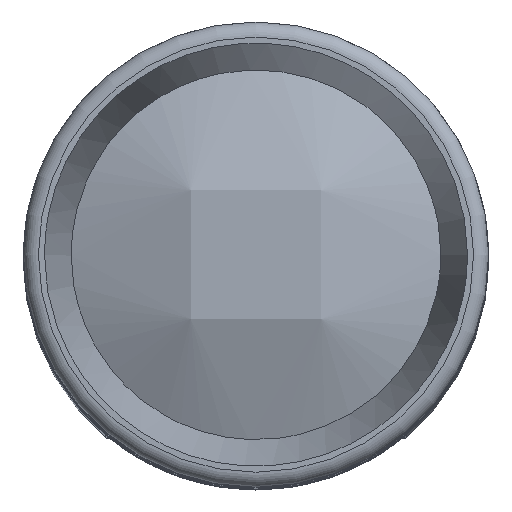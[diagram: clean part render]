
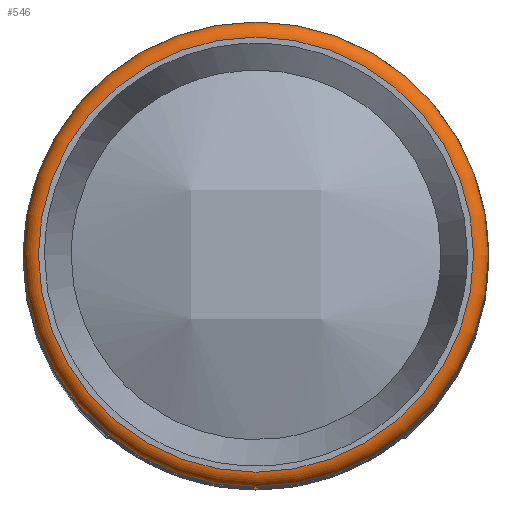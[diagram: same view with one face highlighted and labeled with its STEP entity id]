
A CAD part, top view. The second image highlights one B-rep face of the part: STEP entity #546.
In plain terms, the highlighted toroidal (fillet/blend) face has major radius 7.2 mm and minor radius 0.5 mm.
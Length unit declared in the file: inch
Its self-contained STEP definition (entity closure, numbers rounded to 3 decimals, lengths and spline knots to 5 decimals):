
#284 = FACE_OUTER_BOUND ( 'NONE', #610, .T. ) ;
#546 = ADVANCED_FACE ( 'NONE', ( #1627, #284 ), #5678, .T. ) ;
#610 = EDGE_LOOP ( 'NONE', ( #5542 ) ) ;
#899 = AXIS2_PLACEMENT_3D ( 'NONE', #5694, #2479, #2571 ) ;
#983 = DIRECTION ( 'NONE',  ( 0., 0., -1. ) ) ;
#1069 = VERTEX_POINT ( 'NONE', #1881 ) ;
#1325 = EDGE_CURVE ( 'NONE', #5170, #5170, #3218, .T. ) ;
#1627 = FACE_OUTER_BOUND ( 'NONE', #6128, .T. ) ;
#1881 = CARTESIAN_POINT ( 'NONE',  ( -1.83012, -0.07745, 3.38979 ) ) ;
#2024 = AXIS2_PLACEMENT_3D ( 'NONE', #2785, #983, #3202 ) ;
#2341 = DIRECTION ( 'NONE',  ( 0., 0., -1. ) ) ;
#2479 = DIRECTION ( 'NONE',  ( 0., 0., 1. ) ) ;
#2571 = DIRECTION ( 'NONE',  ( -1., 0., 0. ) ) ;
#2716 = DIRECTION ( 'NONE',  ( -1., 0., 0. ) ) ;
#2785 = CARTESIAN_POINT ( 'NONE',  ( -1.54666, -0.07745, 3.3701 ) ) ;
#3202 = DIRECTION ( 'NONE',  ( -1., 0., 0. ) ) ;
#3218 = CIRCLE ( 'NONE', #4876, 0.30315 ) ;
#4876 = AXIS2_PLACEMENT_3D ( 'NONE', #5123, #2341, #2716 ) ;
#5123 = CARTESIAN_POINT ( 'NONE',  ( -1.54666, -0.07745, 3.3701 ) ) ;
#5170 = VERTEX_POINT ( 'NONE', #5853 ) ;
#5443 = EDGE_CURVE ( 'NONE', #1069, #1069, #5711, .T. ) ;
#5542 = ORIENTED_EDGE ( 'NONE', *, *, #1325, .F. ) ;
#5678 = TOROIDAL_SURFACE ( 'NONE', #2024, 0.28346, 0.01969 ) ;
#5694 = CARTESIAN_POINT ( 'NONE',  ( -1.54666, -0.07745, 3.38979 ) ) ;
#5711 = CIRCLE ( 'NONE', #899, 0.28346 ) ;
#5853 = CARTESIAN_POINT ( 'NONE',  ( -1.8498, -0.07745, 3.3701 ) ) ;
#5946 = ORIENTED_EDGE ( 'NONE', *, *, #5443, .F. ) ;
#6128 = EDGE_LOOP ( 'NONE', ( #5946 ) ) ;
